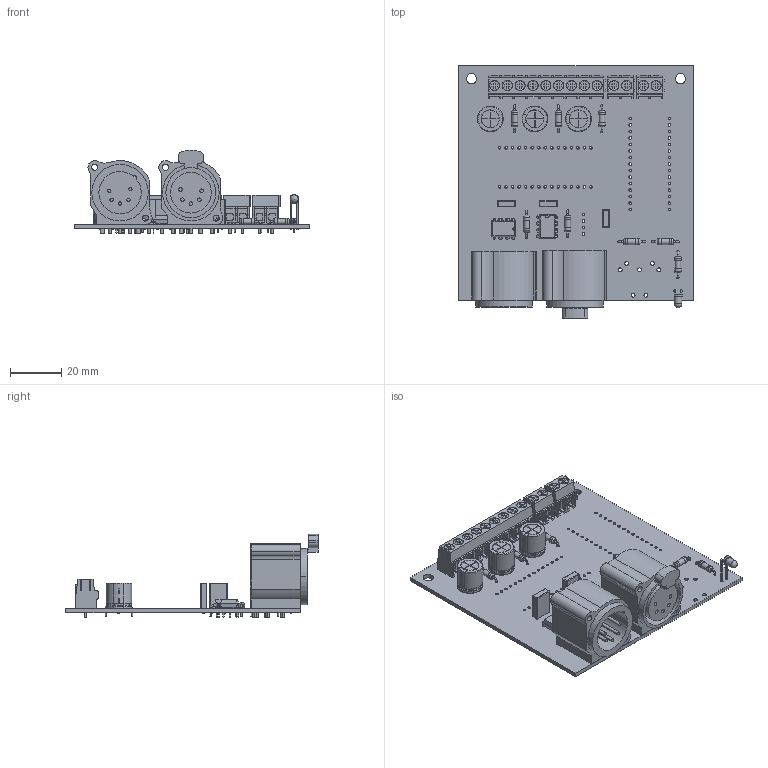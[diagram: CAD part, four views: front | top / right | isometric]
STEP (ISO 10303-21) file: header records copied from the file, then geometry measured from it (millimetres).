
FILE_DESCRIPTION(('KiCad electronic assembly'),'2;1');
FILE_NAME('trigger_led_box.step','2024-06-26T01:14:56',('Pcbnew'),( 'Kicad'),'Open CASCADE STEP processor 7.7','KiCad to STEP converter' ,'Unknown');
FILE_SCHEMA(('AUTOMOTIVE_DESIGN { 1 0 10303 214 1 1 1 1 }'));
Length unit declared in the file: millimetre
Products named in the file (20): trigger_led_box 1; TerminalBlock_Phoenix_PT-1,5-2-5.0-H_1x02_P5.00mm_Horizontal; TerminalBlock_Phoenix_PT_15_2_50_H_1x02_P500mm_Horizontal; R_Axial_DIN0207_L6.3mm_D2.5mm_P10.16mm_Horizontal; R_Axial_DIN0207_L63mm_D25mm_P1016mm_Horizontal; C_Rect_L7.0mm_W2.5mm_P5.00mm; C_Rect_L70mm_W25mm_P500mm; DIP-8_W7.62mm; CP_Radial_D10.0mm_P5.00mm; CP_Radial_D100mm_P500mm; LED_D3.0mm_Horizontal_O1.27mm_Z10.0mm; NC5FAH; NC5MAH; TerminalBlock_Phoenix_PT-1,5-9-5.0-H_1x09_P5.00mm_Horizontal; TerminalBlock_Phoenix_PT_15_9_50_H_1x09_P500mm_Horizontal; _autosave-trigger_led_box_PCB
Assembly tree (32 placements, depth 3):
  trigger_led_box 1
    TerminalBlock_Phoenix_PT-1,5-2-5.0-H_1x02_P5.00mm_Horizontal  x2
      TerminalBlock_Phoenix_PT_15_2_50_H_1x02_P500mm_Horizontal
    R_Axial_DIN0207_L6.3mm_D2.5mm_P10.16mm_Horizontal  x8
      R_Axial_DIN0207_L63mm_D25mm_P1016mm_Horizontal
    C_Rect_L7.0mm_W2.5mm_P5.00mm  x3
      C_Rect_L70mm_W25mm_P500mm
    DIP-8_W7.62mm  x2
      DIP-8_W7.62mm
    CP_Radial_D10.0mm_P5.00mm  x3
      CP_Radial_D100mm_P500mm
    LED_D3.0mm_Horizontal_O1.27mm_Z10.0mm
      LED_D3.0mm_Horizontal_O1.27mm_Z10.0mm
    NC5FAH
      NC5FAH
    NC5MAH
      NC5MAH
    TerminalBlock_Phoenix_PT-1,5-9-5.0-H_1x09_P5.00mm_Horizontal
      TerminalBlock_Phoenix_PT_15_9_50_H_1x09_P500mm_Horizontal
    _autosave-trigger_led_box_PCB
Bounding box: 91.5 x 98.29 x 32.72 mm (x, y, z)
Volume: 39571.4 mm3; surface area: 37449.3 mm2
Topology: 40 solids, 44 shells, 1723 faces, 4347 edges, 2811 vertices
Faces by surface type: plane 1033, cylinder 572, bspline 55, torus 38, sphere 13, revolution 12
Full cylindrical faces by diameter (mm): 0.5 x6, 0.6 x32, 0.7 x6, 0.8 x38, 0.9 x2, 1 x79, 1.075 x4, 1.2 x8, 1.3 x13, 1.5 x7, 1.6 x8, 2.2 x13, 2.25 x8, 2.5 x16, 3 x1, 3.8 x13, 4 x15
Entity records: 44444 total; most frequent: CARTESIAN_POINT 7444, DIRECTION 6384, ORIENTED_EDGE 6164, EDGE_CURVE 3082, AXIS2_PLACEMENT_3D 2146, LINE 2088, VECTOR 2088, VERTEX_POINT 2017
